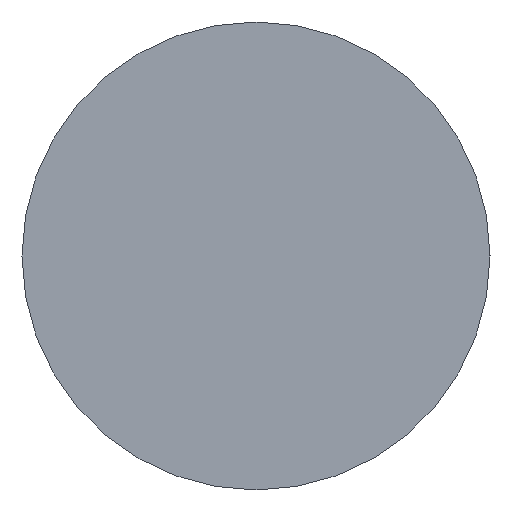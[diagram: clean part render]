
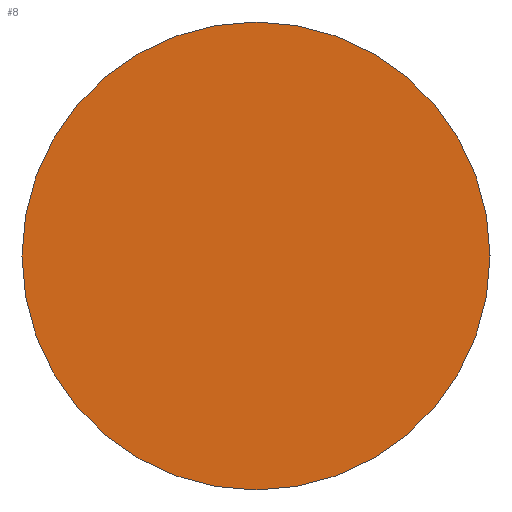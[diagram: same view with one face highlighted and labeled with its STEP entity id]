
A CAD part, left-side view. The second image highlights one B-rep face of the part: STEP entity #8.
In plain terms, the highlighted planar face has unit normal (-1, 0, 0).
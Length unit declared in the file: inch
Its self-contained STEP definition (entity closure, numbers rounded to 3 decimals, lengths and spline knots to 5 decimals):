
#1 = AXIS2_PLACEMENT_3D ( 'NONE', #119, #15, #58 ) ;
#3 = CARTESIAN_POINT ( 'NONE',  ( -4., 0., -0.05709 ) ) ;
#5 = FACE_OUTER_BOUND ( 'NONE', #17, .T. ) ;
#8 = ADVANCED_FACE ( 'NONE', ( #5 ), #51, .F. ) ;
#9 = AXIS2_PLACEMENT_3D ( 'NONE', #75, #137, #148 ) ;
#15 = DIRECTION ( 'NONE',  ( 1., 0., 0. ) ) ;
#17 = EDGE_LOOP ( 'NONE', ( #91, #112 ) ) ;
#20 = CIRCLE ( 'NONE', #64, 0.05709 ) ;
#44 = EDGE_CURVE ( 'NONE', #61, #122, #20, .T. ) ;
#51 = PLANE ( 'NONE',  #9 ) ;
#58 = DIRECTION ( 'NONE',  ( 0., 0., -1. ) ) ;
#60 = CIRCLE ( 'NONE', #1, 0.05709 ) ;
#61 = VERTEX_POINT ( 'NONE', #99 ) ;
#64 = AXIS2_PLACEMENT_3D ( 'NONE', #108, #86, #131 ) ;
#75 = CARTESIAN_POINT ( 'NONE',  ( -4., 0., 0. ) ) ;
#86 = DIRECTION ( 'NONE',  ( 1., 0., 0. ) ) ;
#91 = ORIENTED_EDGE ( 'NONE', *, *, #44, .F. ) ;
#95 = EDGE_CURVE ( 'NONE', #122, #61, #60, .T. ) ;
#99 = CARTESIAN_POINT ( 'NONE',  ( -4., 0., 0.05709 ) ) ;
#108 = CARTESIAN_POINT ( 'NONE',  ( -4., 0., 0. ) ) ;
#112 = ORIENTED_EDGE ( 'NONE', *, *, #95, .F. ) ;
#119 = CARTESIAN_POINT ( 'NONE',  ( -4., 0., 0. ) ) ;
#122 = VERTEX_POINT ( 'NONE', #3 ) ;
#131 = DIRECTION ( 'NONE',  ( 0., 0., -1. ) ) ;
#137 = DIRECTION ( 'NONE',  ( 1., 0., 0. ) ) ;
#148 = DIRECTION ( 'NONE',  ( 0., 0., -1. ) ) ;
